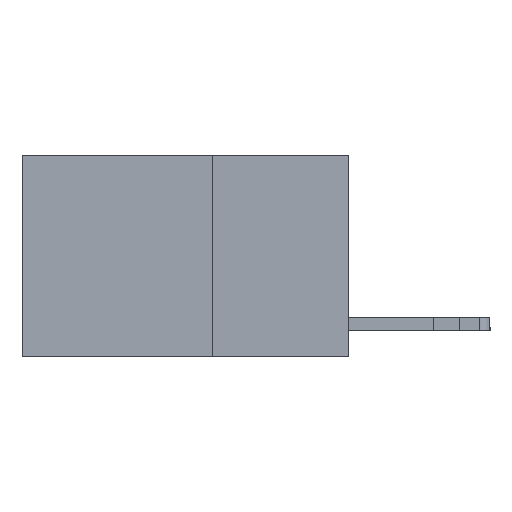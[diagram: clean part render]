
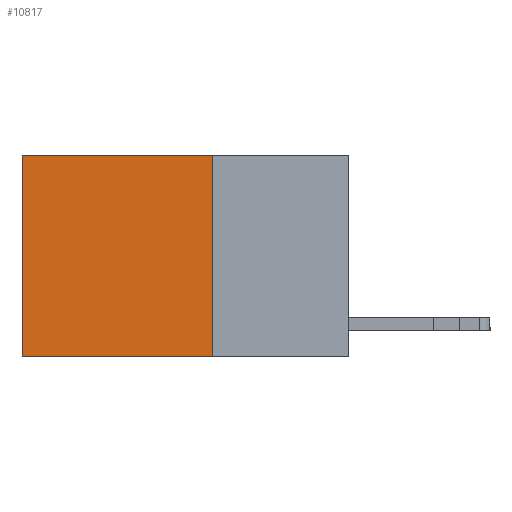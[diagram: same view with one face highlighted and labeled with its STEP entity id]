
A CAD part, left-side view. The second image highlights one B-rep face of the part: STEP entity #10817.
In plain terms, the highlighted planar face has unit normal (-1, 0, 0).
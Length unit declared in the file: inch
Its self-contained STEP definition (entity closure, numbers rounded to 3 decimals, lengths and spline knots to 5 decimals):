
#258 = DIRECTION ( 'NONE',  ( 0., 0., -1. ) ) ;
#501 = ORIENTED_EDGE ( 'NONE', *, *, #10825, .T. ) ;
#797 = VERTEX_POINT ( 'NONE', #5901 ) ;
#929 = EDGE_CURVE ( 'NONE', #797, #5137, #15006, .T. ) ;
#1426 = DIRECTION ( 'NONE',  ( 0., 1., 0. ) ) ;
#2113 = VERTEX_POINT ( 'NONE', #8017 ) ;
#2235 = ORIENTED_EDGE ( 'NONE', *, *, #14537, .F. ) ;
#3731 = DIRECTION ( 'NONE',  ( 0., 0., -1. ) ) ;
#5137 = VERTEX_POINT ( 'NONE', #18939 ) ;
#5191 = VECTOR ( 'NONE', #1426, 39.37008 ) ;
#5535 = CARTESIAN_POINT ( 'NONE',  ( 0.2625, 0.25, 0. ) ) ;
#5901 = CARTESIAN_POINT ( 'NONE',  ( 0.2625, 0.25, 0. ) ) ;
#6167 = VECTOR ( 'NONE', #15116, 39.37008 ) ;
#6497 = VECTOR ( 'NONE', #258, 39.37008 ) ;
#8017 = CARTESIAN_POINT ( 'NONE',  ( 0.2625, 0.6, -0.37 ) ) ;
#8050 = VECTOR ( 'NONE', #20119, 39.37008 ) ;
#10669 = PLANE ( 'NONE',  #15738 ) ;
#10817 = ADVANCED_FACE ( 'NONE', ( #13702 ), #10669, .F. ) ;
#10825 = EDGE_CURVE ( 'NONE', #13705, #2113, #20529, .T. ) ;
#10898 = EDGE_LOOP ( 'NONE', ( #501, #2235, #12300, #10912 ) ) ;
#10912 = ORIENTED_EDGE ( 'NONE', *, *, #21552, .T. ) ;
#11703 = CARTESIAN_POINT ( 'NONE',  ( 0.2625, 0.6, 0. ) ) ;
#12023 = CARTESIAN_POINT ( 'NONE',  ( 0.2625, 0.6, 0. ) ) ;
#12300 = ORIENTED_EDGE ( 'NONE', *, *, #929, .F. ) ;
#13417 = LINE ( 'NONE', #14862, #8050 ) ;
#13629 = LINE ( 'NONE', #14864, #5191 ) ;
#13702 = FACE_OUTER_BOUND ( 'NONE', #10898, .T. ) ;
#13705 = VERTEX_POINT ( 'NONE', #11703 ) ;
#14537 = EDGE_CURVE ( 'NONE', #5137, #2113, #13629, .T. ) ;
#14862 = CARTESIAN_POINT ( 'NONE',  ( 0.2625, 0.25, 0. ) ) ;
#14864 = CARTESIAN_POINT ( 'NONE',  ( 0.2625, 0.25, -0.37 ) ) ;
#14900 = CARTESIAN_POINT ( 'NONE',  ( 0.2625, 0.25, 0. ) ) ;
#15006 = LINE ( 'NONE', #14900, #6167 ) ;
#15116 = DIRECTION ( 'NONE',  ( 0., 0., -1. ) ) ;
#15579 = DIRECTION ( 'NONE',  ( 1., 0., 0. ) ) ;
#15738 = AXIS2_PLACEMENT_3D ( 'NONE', #5535, #15579, #3731 ) ;
#18939 = CARTESIAN_POINT ( 'NONE',  ( 0.2625, 0.25, -0.37 ) ) ;
#20119 = DIRECTION ( 'NONE',  ( 0., 1., 0. ) ) ;
#20529 = LINE ( 'NONE', #12023, #6497 ) ;
#21552 = EDGE_CURVE ( 'NONE', #797, #13705, #13417, .T. ) ;
